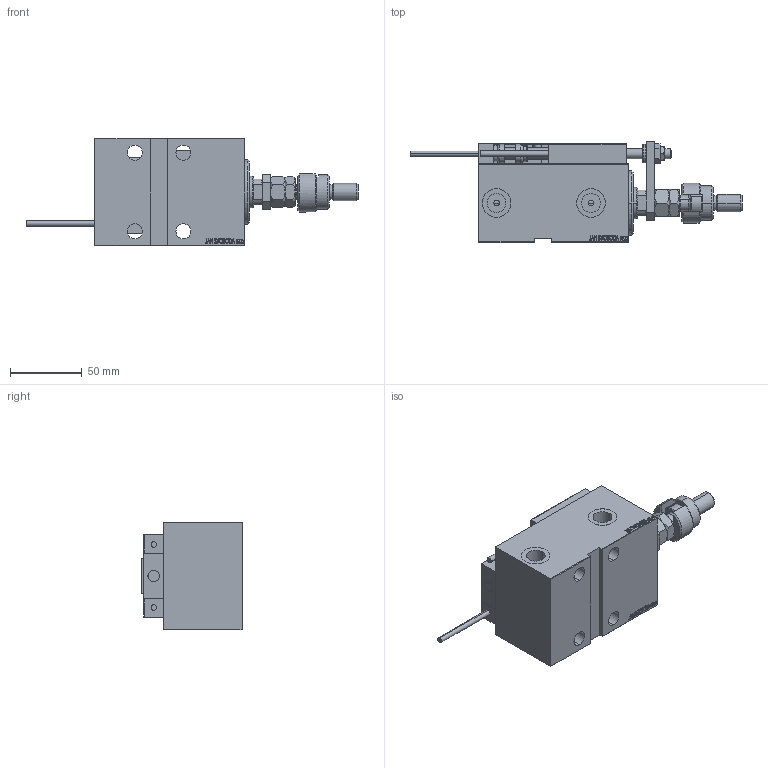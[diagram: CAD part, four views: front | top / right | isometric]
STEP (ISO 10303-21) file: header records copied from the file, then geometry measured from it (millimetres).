
FILE_DESCRIPTION (( 'STEP AP203' ), '1' );
FILE_NAME ('135a.STEP', '2024-02-11T19:41:21', ( '' ), ( '' ), 'SwSTEP 2.0', 'SolidWorks 2019', '' );
FILE_SCHEMA (( 'CONFIG_CONTROL_DESIGN' ));
Length unit declared in the file: millimetre
Products named in the file (19): KONCOVKA a4b2ec67c37987133b035d644dad7391; Block a4b2ec67c37987133b035d644dad7391; V450CM_E_Body a4b2ec67c37987133b035d644dad7391; SWITCH DIM B,W a4b2ec67c37987133b035d644dad7391; NUT_D10 a4b2ec67c37987133b035d644dad7391; NUT_D12 a4b2ec67c37987133b035d644dad7391; V450CM_VC_B a4b2ec67c37987133b035d644dad7391; ALLEN BOLT D8 a4b2ec67c37987133b035d644dad7391; SWITCH_X_FRONT_BACK a4b2ec67c37987133b035d644dad7391; ALLEN BOLT D5 a4b2ec67c37987133b035d644dad7391; MFA a4b2ec67c37987133b035d644dad7391; MAGNET a4b2ec67c37987133b035d644dad7391; X_Y_DFA a4b2ec67c37987133b035d644dad7391; ZARAZKA a4b2ec67c37987133b035d644dad7391; 135a; SWITCH X a4b2ec67c37987133b035d644dad7391; FEMALE_PART_FOR_DFA a4b2ec67c37987133b035d644dad7391; TYC_L79 a4b2ec67c37987133b035d644dad7391; V450CM_E_VCP a4b2ec67c37987133b035d644dad7391
Assembly tree (28 placements, depth 3):
  135a
    V450CM_E_Body a4b2ec67c37987133b035d644dad7391
    V450CM_E_VCP a4b2ec67c37987133b035d644dad7391
    V450CM_VC_B a4b2ec67c37987133b035d644dad7391
    SWITCH X a4b2ec67c37987133b035d644dad7391
      SWITCH_X_FRONT_BACK a4b2ec67c37987133b035d644dad7391  x2
      TYC_L79 a4b2ec67c37987133b035d644dad7391
      Block a4b2ec67c37987133b035d644dad7391  x2
      ALLEN BOLT D5 a4b2ec67c37987133b035d644dad7391  x4
      ALLEN BOLT D8 a4b2ec67c37987133b035d644dad7391  x4
      MAGNET a4b2ec67c37987133b035d644dad7391  x2
      KONCOVKA a4b2ec67c37987133b035d644dad7391  x2
    SWITCH DIM B,W a4b2ec67c37987133b035d644dad7391
    ZARAZKA a4b2ec67c37987133b035d644dad7391
    NUT_D10 a4b2ec67c37987133b035d644dad7391
    NUT_D12 a4b2ec67c37987133b035d644dad7391
    X_Y_DFA a4b2ec67c37987133b035d644dad7391
      FEMALE_PART_FOR_DFA a4b2ec67c37987133b035d644dad7391
      MFA a4b2ec67c37987133b035d644dad7391
Bounding box: 232 x 70.5 x 75 mm (x, y, z)
Volume: 454170.8 mm3; surface area: 103613 mm2
Topology: 26 solids, 26 shells, 1375 faces, 3278 edges, 2082 vertices
Faces by surface type: plane 597, bspline 380, cylinder 193, cone 153, torus 48, sphere 4
Entity records: 52900 total; most frequent: CARTESIAN_POINT 26231, ORIENTED_EDGE 5576, DIRECTION 3859, EDGE_CURVE 2788, VERTEX_POINT 1806, VECTOR 1567, LINE 1567, EDGE_LOOP 1286
